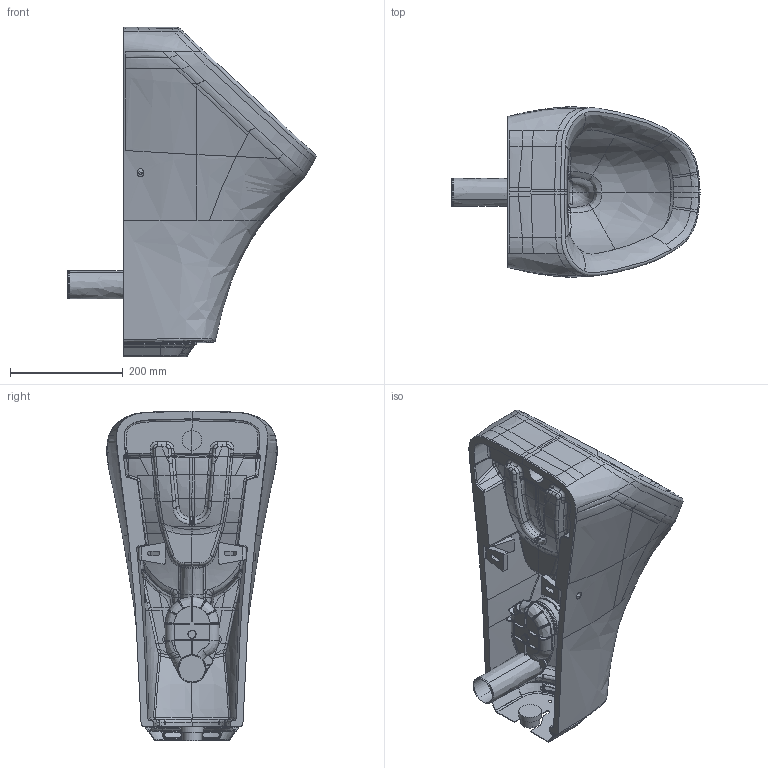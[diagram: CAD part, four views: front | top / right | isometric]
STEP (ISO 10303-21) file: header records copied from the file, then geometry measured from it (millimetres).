
FILE_DESCRIPTION((''),'2;1');
FILE_NAME('280431.stp','2014-11-04T11:11:52',('Administrator'),(''),'Autodesk Inventor 2011','Autodesk Inventor 2011','');
FILE_SCHEMA(('CONFIG_CONTROL_DESIGN'));
Length unit declared in the file: millimetre
Products named in the file (11): 280431; Urinal_Absaugesifon; Part1; Utronic Steuerung Bgr; Utronic Regler; 00427; Utronic Steuerung; 00195; 00185; Gummi
Assembly tree (11 placements, depth 4):
  280431
    280431
    Urinal_Absaugesifon
    Part1  x2
    Utronic Steuerung Bgr
      Utronic Regler
        00427
      Utronic Steuerung
        00195
        00185
        Gummi
Bounding box: 439.86 x 302.18 x 584.94 mm (x, y, z)
Volume: 9584187.2 mm3; surface area: 1033164.5 mm2
Topology: 9 solids, 10 shells, 2302 faces, 6138 edges, 3850 vertices
Faces by surface type: bspline 1187, plane 795, cylinder 198, torus 64, cone 45, sphere 13
Full cylindrical faces by diameter (mm): 6 x2, 10 x2, 12 x2, 15.952 x1, 18 x2, 18.245 x1, 19.94 x1, 21.535 x1, 23.829 x2, 27 x1, 30 x1, 30.09 x1, 34.305 x1, 39.931 x1, 46.515 x1, 50 x1
Entity records: 292257 total; most frequent: CARTESIAN_POINT 243114, ORIENTED_EDGE 11974, DIRECTION 7078, EDGE_CURVE 5987, VERTEX_POINT 3796, VECTOR 2468, LINE 2468, EDGE_LOOP 2357
